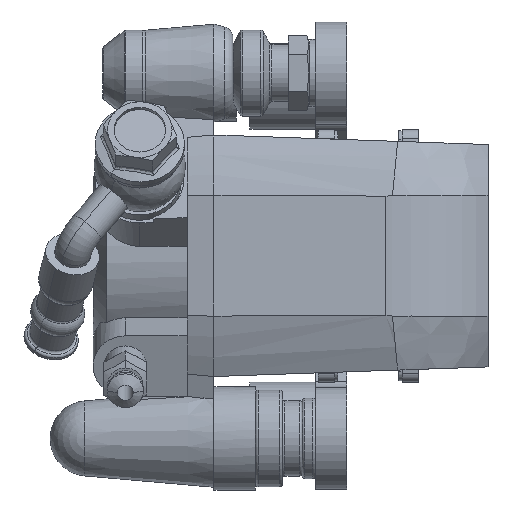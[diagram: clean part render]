
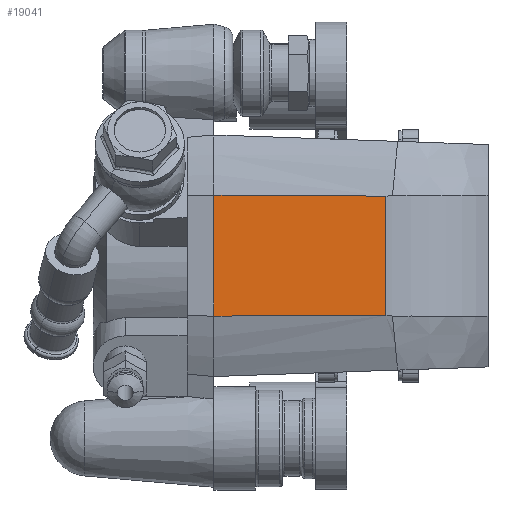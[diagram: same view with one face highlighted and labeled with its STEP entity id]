
A CAD part, front view. The second image highlights one B-rep face of the part: STEP entity #19041.
In plain terms, the highlighted face is planar.
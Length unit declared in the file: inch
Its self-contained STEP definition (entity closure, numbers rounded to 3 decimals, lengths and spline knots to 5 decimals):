
#1502 = CARTESIAN_POINT ( 'NONE',  ( -0.44046, -1.55408, -0.61672 ) ) ;
#1509 = CARTESIAN_POINT ( 'NONE',  ( 0.44213, -1.56875, -0.19673 ) ) ;
#1587 = CARTESIAN_POINT ( 'NONE',  ( -0.44213, -1.56875, -0.19673 ) ) ;
#2685 = VECTOR ( 'NONE', #5643, 39.37008 ) ;
#3343 = CARTESIAN_POINT ( 'NONE',  ( 0.44213, -1.56875, -0.19673 ) ) ;
#4261 = VERTEX_POINT ( 'NONE', #1509 ) ;
#4903 = VERTEX_POINT ( 'NONE', #17252 ) ;
#5233 = CARTESIAN_POINT ( 'NONE',  ( -0.44291, -1.56875, -0.19673 ) ) ;
#5643 = DIRECTION ( 'NONE',  ( -1., 0., 0. ) ) ;
#6236 = EDGE_CURVE ( 'NONE', #4261, #16910, #13063, .T. ) ;
#6453 = B_SPLINE_CURVE_WITH_KNOTS ( 'NONE', 3,
 ( #18065, #12419, #19817, #3343 ),
 .UNSPECIFIED., .F., .F.,
 ( 4, 4 ),
 ( 0.01901, 0.05103 ),
 .UNSPECIFIED. ) ;
#8408 = ORIENTED_EDGE ( 'NONE', *, *, #16940, .F. ) ;
#9740 = ORIENTED_EDGE ( 'NONE', *, *, #20289, .T. ) ;
#9998 = EDGE_LOOP ( 'NONE', ( #16108, #12604, #8408, #9740 ) ) ;
#10149 = B_SPLINE_CURVE_WITH_KNOTS ( 'NONE', 3,
 ( #10676, #12521, #1502, #1587 ),
 .UNSPECIFIED., .F., .F.,
 ( 4, 4 ),
 ( 0.01901, 0.05103 ),
 .UNSPECIFIED. ) ;
#10676 = CARTESIAN_POINT ( 'NONE',  ( -0.43708, -1.52475, -1.45669 ) ) ;
#10719 = CARTESIAN_POINT ( 'NONE',  ( -0.44291, -1.57562, 0. ) ) ;
#10930 = FACE_OUTER_BOUND ( 'NONE', #9998, .T. ) ;
#11272 = VERTEX_POINT ( 'NONE', #12929 ) ;
#11938 = AXIS2_PLACEMENT_3D ( 'NONE', #10719, #14521, #16292 ) ;
#12412 = PLANE ( 'NONE',  #11938 ) ;
#12419 = CARTESIAN_POINT ( 'NONE',  ( 0.43877, -1.53941, -1.03671 ) ) ;
#12521 = CARTESIAN_POINT ( 'NONE',  ( -0.43877, -1.53941, -1.03671 ) ) ;
#12604 = ORIENTED_EDGE ( 'NONE', *, *, #6236, .T. ) ;
#12929 = CARTESIAN_POINT ( 'NONE',  ( 0.43708, -1.52475, -1.45669 ) ) ;
#13063 = LINE ( 'NONE', #5233, #2685 ) ;
#13129 = EDGE_CURVE ( 'NONE', #11272, #4261, #6453, .T. ) ;
#14406 = CARTESIAN_POINT ( 'NONE',  ( -0.44213, -1.56875, -0.19673 ) ) ;
#14521 = DIRECTION ( 'NONE',  ( 0., -0.999, -0.035 ) ) ;
#15726 = CARTESIAN_POINT ( 'NONE',  ( -1.03119, -1.52475, -1.45669 ) ) ;
#16108 = ORIENTED_EDGE ( 'NONE', *, *, #13129, .T. ) ;
#16292 = DIRECTION ( 'NONE',  ( 0., 0.035, -0.999 ) ) ;
#16910 = VERTEX_POINT ( 'NONE', #14406 ) ;
#16940 = EDGE_CURVE ( 'NONE', #4903, #16910, #10149, .T. ) ;
#17233 = VECTOR ( 'NONE', #17678, 39.37008 ) ;
#17252 = CARTESIAN_POINT ( 'NONE',  ( -0.43708, -1.52475, -1.45669 ) ) ;
#17504 = LINE ( 'NONE', #15726, #17233 ) ;
#17678 = DIRECTION ( 'NONE',  ( 1., 0., 0. ) ) ;
#18065 = CARTESIAN_POINT ( 'NONE',  ( 0.43708, -1.52475, -1.45669 ) ) ;
#19041 = ADVANCED_FACE ( 'NONE', ( #10930 ), #12412, .T. ) ;
#19817 = CARTESIAN_POINT ( 'NONE',  ( 0.44046, -1.55408, -0.61672 ) ) ;
#20289 = EDGE_CURVE ( 'NONE', #4903, #11272, #17504, .T. ) ;
